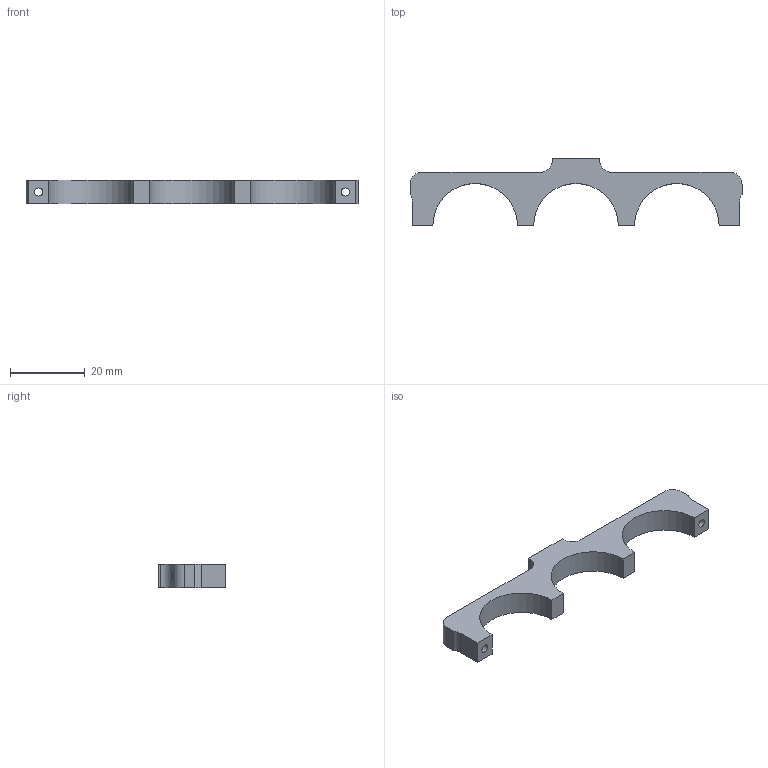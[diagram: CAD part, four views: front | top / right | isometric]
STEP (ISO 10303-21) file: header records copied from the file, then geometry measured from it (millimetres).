
FILE_DESCRIPTION(/* description */ (''),/* implementation_level */ '2;1');
FILE_NAME(/* name */ 'Tube Holder Halve 2.stp',/* time_stamp */ '2017-05-28T21:28:24-05:00',/* author */ ('qupec'),/* organization */ (''),/* preprocessor_version */ 'ST-DEVELOPER v16.5',/* originating_system */ 'Autodesk Inventor 2017',/* authorisation */ '');
FILE_SCHEMA (('AUTOMOTIVE_DESIGN { 1 0 10303 214 3 1 1 }'));
Length unit declared in the file: inch
Products named in the file (1): Tube Holder Halve 2
Bounding box: 88.65 x 18.09 x 6.35 mm (x, y, z)
Volume: 4346.8 mm3; surface area: 3168.8 mm2
Topology: 1 solids, 1 shells, 28 faces, 81 edges, 54 vertices
Faces by surface type: plane 16, cylinder 12
Full cylindrical faces by diameter (mm): 2 x1, 2.159 x2
Entity records: 967 total; most frequent: CARTESIAN_POINT 192, DIRECTION 156, ORIENTED_EDGE 152, EDGE_CURVE 76, AXIS2_PLACEMENT_3D 53, VERTEX_POINT 52, LINE 50, VECTOR 50
